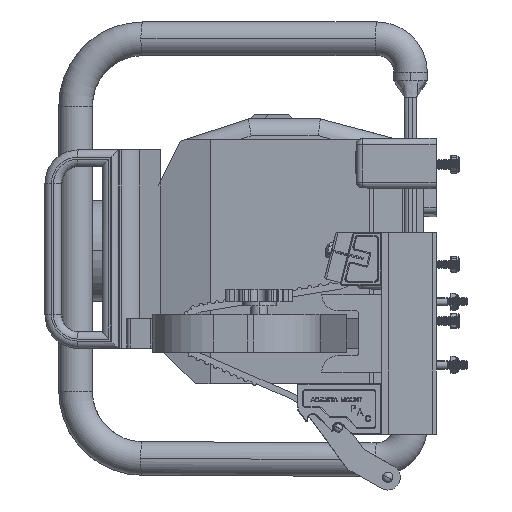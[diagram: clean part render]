
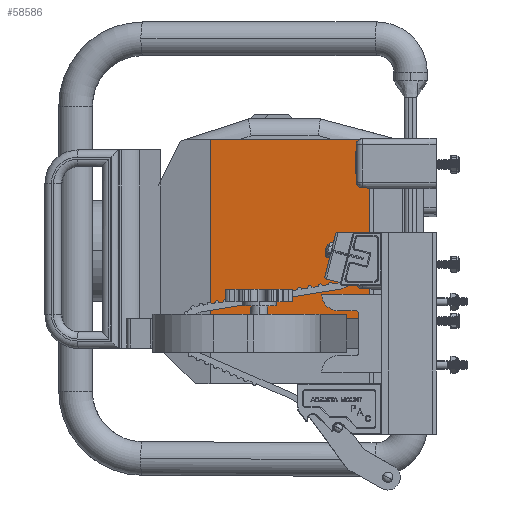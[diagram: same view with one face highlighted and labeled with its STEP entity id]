
A CAD part, left-side view. The second image highlights one B-rep face of the part: STEP entity #58586.
In plain terms, the highlighted planar face has unit normal (-0.995, 0.097, 0).
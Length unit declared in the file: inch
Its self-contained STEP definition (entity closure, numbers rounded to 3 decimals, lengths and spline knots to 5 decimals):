
#2178 = FACE_OUTER_BOUND ( 'NONE', #3324, .T. ) ;
#3057 = ORIENTED_EDGE ( 'NONE', *, *, #36674, .T. ) ;
#3324 = EDGE_LOOP ( 'NONE', ( #42935, #3057, #5839, #18283 ) ) ;
#5048 = DIRECTION ( 'NONE',  ( 0., 0., -1. ) ) ;
#5839 = ORIENTED_EDGE ( 'NONE', *, *, #49458, .T. ) ;
#7943 = CARTESIAN_POINT ( 'NONE',  ( 6.04845, 6.71302, 0.4375 ) ) ;
#11288 = VECTOR ( 'NONE', #5048, 39.37008 ) ;
#11933 = CARTESIAN_POINT ( 'NONE',  ( 5.58823, 1.98536, 0.4375 ) ) ;
#18283 = ORIENTED_EDGE ( 'NONE', *, *, #20146, .F. ) ;
#20146 = EDGE_CURVE ( 'NONE', #43055, #48063, #53043, .T. ) ;
#20598 = LINE ( 'NONE', #59742, #46574 ) ;
#26483 = LINE ( 'NONE', #27102, #64757 ) ;
#27000 = DIRECTION ( 'NONE',  ( 0.097, 0.995, 0. ) ) ;
#27102 = CARTESIAN_POINT ( 'NONE',  ( 6.04845, 6.71302, 5.75658 ) ) ;
#33590 = VERTEX_POINT ( 'NONE', #45222 ) ;
#33715 = DIRECTION ( 'NONE',  ( 0., 0., -1. ) ) ;
#36191 = CARTESIAN_POINT ( 'NONE',  ( 6.04845, 6.71302, 6.5 ) ) ;
#36674 = EDGE_CURVE ( 'NONE', #52974, #33590, #26483, .T. ) ;
#38683 = CARTESIAN_POINT ( 'NONE',  ( 5.57612, 1.86095, 0.4375 ) ) ;
#42935 = ORIENTED_EDGE ( 'NONE', *, *, #66272, .F. ) ;
#43055 = VERTEX_POINT ( 'NONE', #11933 ) ;
#44149 = DIRECTION ( 'NONE',  ( 0.097, 0.995, 0. ) ) ;
#45222 = CARTESIAN_POINT ( 'NONE',  ( 6.04845, 6.71302, 5.75658 ) ) ;
#46025 = CARTESIAN_POINT ( 'NONE',  ( 5.58823, 1.98536, 5.75658 ) ) ;
#46574 = VECTOR ( 'NONE', #33715, 39.37008 ) ;
#47687 = PLANE ( 'NONE',  #59710 ) ;
#48063 = VERTEX_POINT ( 'NONE', #7943 ) ;
#49458 = EDGE_CURVE ( 'NONE', #33590, #48063, #51257, .T. ) ;
#51257 = LINE ( 'NONE', #36191, #11288 ) ;
#51408 = VECTOR ( 'NONE', #44149, 39.37008 ) ;
#52959 = CARTESIAN_POINT ( 'NONE',  ( 6.04845, 6.71302, 6.5 ) ) ;
#52974 = VERTEX_POINT ( 'NONE', #46025 ) ;
#53043 = LINE ( 'NONE', #38683, #51408 ) ;
#53049 = DIRECTION ( 'NONE',  ( 0.097, 0.995, 0. ) ) ;
#58213 = DIRECTION ( 'NONE',  ( 0.995, -0.097, 0. ) ) ;
#58586 = ADVANCED_FACE ( 'NONE', ( #2178 ), #47687, .F. ) ;
#59710 = AXIS2_PLACEMENT_3D ( 'NONE', #52959, #58213, #27000 ) ;
#59742 = CARTESIAN_POINT ( 'NONE',  ( 5.58823, 1.98536, 6.5 ) ) ;
#64757 = VECTOR ( 'NONE', #53049, 39.37008 ) ;
#66272 = EDGE_CURVE ( 'NONE', #52974, #43055, #20598, .T. ) ;
